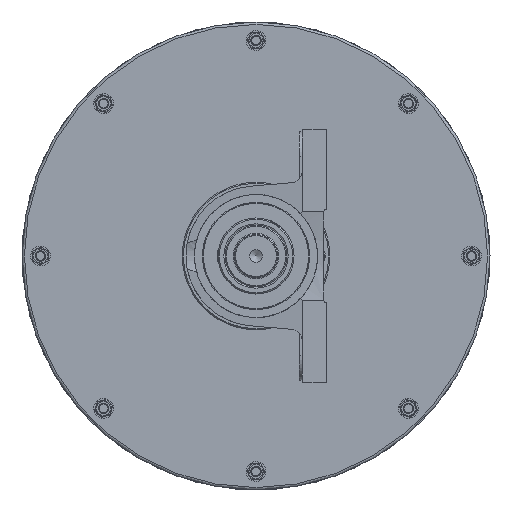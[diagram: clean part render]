
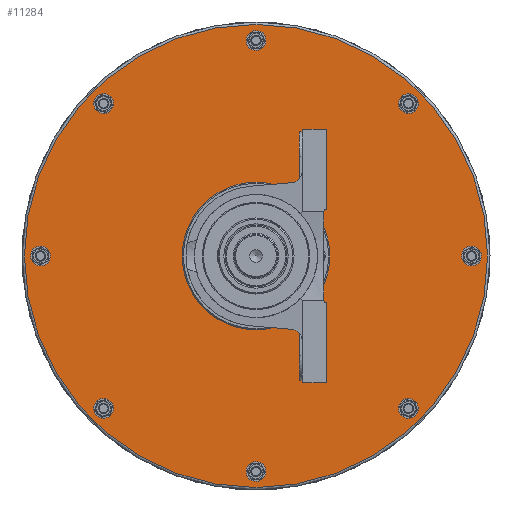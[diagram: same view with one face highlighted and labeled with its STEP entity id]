
A CAD part, left-side view. The second image highlights one B-rep face of the part: STEP entity #11284.
In plain terms, the highlighted planar face has unit normal (-1, 0, 0).
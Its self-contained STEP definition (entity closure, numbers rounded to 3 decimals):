
#1635=PLANE('',#12161);
#2057=FACE_BOUND('',#3397,.T.);
#2058=FACE_BOUND('',#3398,.T.);
#2059=FACE_BOUND('',#3399,.T.);
#2060=FACE_BOUND('',#3400,.T.);
#2061=FACE_BOUND('',#3401,.T.);
#2062=FACE_BOUND('',#3402,.T.);
#2063=FACE_BOUND('',#3403,.T.);
#2064=FACE_BOUND('',#3404,.T.);
#2065=FACE_BOUND('',#3405,.T.);
#2538=FACE_OUTER_BOUND('',#3396,.T.);
#3396=EDGE_LOOP('',(#7770));
#3397=EDGE_LOOP('',(#7771));
#3398=EDGE_LOOP('',(#7772));
#3399=EDGE_LOOP('',(#7773));
#3400=EDGE_LOOP('',(#7774));
#3401=EDGE_LOOP('',(#7775));
#3402=EDGE_LOOP('',(#7776));
#3403=EDGE_LOOP('',(#7777));
#3404=EDGE_LOOP('',(#7778));
#3405=EDGE_LOOP('',(#7779));
#4557=CIRCLE('',#12150,60.);
#4562=CIRCLE('',#12162,188.);
#4563=CIRCLE('',#12163,8.);
#4564=CIRCLE('',#12164,8.);
#4565=CIRCLE('',#12165,8.);
#4566=CIRCLE('',#12166,8.);
#4567=CIRCLE('',#12167,8.);
#4568=CIRCLE('',#12168,8.);
#4569=CIRCLE('',#12169,8.);
#4570=CIRCLE('',#12170,8.);
#5164=VERTEX_POINT('',#17073);
#5169=VERTEX_POINT('',#17090);
#5170=VERTEX_POINT('',#17092);
#5171=VERTEX_POINT('',#17094);
#5172=VERTEX_POINT('',#17096);
#5173=VERTEX_POINT('',#17098);
#5174=VERTEX_POINT('',#17100);
#5175=VERTEX_POINT('',#17102);
#5176=VERTEX_POINT('',#17104);
#5177=VERTEX_POINT('',#17106);
#6221=EDGE_CURVE('',#5164,#5164,#4557,.T.);
#6226=EDGE_CURVE('',#5169,#5169,#4562,.T.);
#6227=EDGE_CURVE('',#5170,#5170,#4563,.T.);
#6228=EDGE_CURVE('',#5171,#5171,#4564,.T.);
#6229=EDGE_CURVE('',#5172,#5172,#4565,.T.);
#6230=EDGE_CURVE('',#5173,#5173,#4566,.T.);
#6231=EDGE_CURVE('',#5174,#5174,#4567,.T.);
#6232=EDGE_CURVE('',#5175,#5175,#4568,.T.);
#6233=EDGE_CURVE('',#5176,#5176,#4569,.T.);
#6234=EDGE_CURVE('',#5177,#5177,#4570,.T.);
#7770=ORIENTED_EDGE('',*,*,#6226,.T.);
#7771=ORIENTED_EDGE('',*,*,#6221,.T.);
#7772=ORIENTED_EDGE('',*,*,#6227,.T.);
#7773=ORIENTED_EDGE('',*,*,#6228,.T.);
#7774=ORIENTED_EDGE('',*,*,#6229,.T.);
#7775=ORIENTED_EDGE('',*,*,#6230,.T.);
#7776=ORIENTED_EDGE('',*,*,#6231,.T.);
#7777=ORIENTED_EDGE('',*,*,#6232,.T.);
#7778=ORIENTED_EDGE('',*,*,#6233,.T.);
#7779=ORIENTED_EDGE('',*,*,#6234,.T.);
#11284=ADVANCED_FACE('',(#2538,#2057,#2058,#2059,#2060,#2061,#2062,#2063,
#2064,#2065),#1635,.F.);
#12150=AXIS2_PLACEMENT_3D('',#17074,#13754,#13755);
#12161=AXIS2_PLACEMENT_3D('',#17089,#13776,#13777);
#12162=AXIS2_PLACEMENT_3D('',#17091,#13778,#13779);
#12163=AXIS2_PLACEMENT_3D('',#17093,#13780,#13781);
#12164=AXIS2_PLACEMENT_3D('',#17095,#13782,#13783);
#12165=AXIS2_PLACEMENT_3D('',#17097,#13784,#13785);
#12166=AXIS2_PLACEMENT_3D('',#17099,#13786,#13787);
#12167=AXIS2_PLACEMENT_3D('',#17101,#13788,#13789);
#12168=AXIS2_PLACEMENT_3D('',#17103,#13790,#13791);
#12169=AXIS2_PLACEMENT_3D('',#17105,#13792,#13793);
#12170=AXIS2_PLACEMENT_3D('',#17107,#13794,#13795);
#13754=DIRECTION('center_axis',(1.,0.,0.));
#13755=DIRECTION('ref_axis',(0.,1.,0.));
#13776=DIRECTION('center_axis',(1.,0.,0.));
#13777=DIRECTION('ref_axis',(0.,0.,1.));
#13778=DIRECTION('center_axis',(-1.,0.,0.));
#13779=DIRECTION('ref_axis',(0.,0.,
-1.));
#13780=DIRECTION('center_axis',(1.,0.,0.));
#13781=DIRECTION('ref_axis',(0.,0.677,-0.736));
#13782=DIRECTION('center_axis',(1.,0.,0.));
#13783=DIRECTION('ref_axis',(0.,-0.042,-0.999));
#13784=DIRECTION('center_axis',(1.,0.,0.));
#13785=DIRECTION('ref_axis',(0.,-0.736,-0.677));
#13786=DIRECTION('center_axis',(1.,0.,0.));
#13787=DIRECTION('ref_axis',(0.,-0.999,0.042));
#13788=DIRECTION('center_axis',(1.,0.,0.));
#13789=DIRECTION('ref_axis',(0.,-0.677,0.736));
#13790=DIRECTION('center_axis',(1.,0.,0.));
#13791=DIRECTION('ref_axis',(0.,0.042,0.999));
#13792=DIRECTION('center_axis',(1.,0.,0.));
#13793=DIRECTION('ref_axis',(0.,0.736,0.677));
#13794=DIRECTION('center_axis',(1.,0.,0.));
#13795=DIRECTION('ref_axis',(0.,0.999,-0.042));
#17073=CARTESIAN_POINT('',(-613.207,47.94,0.));
#17074=CARTESIAN_POINT('Origin',(-613.207,-12.06,0.));
#17089=CARTESIAN_POINT('Origin',(-613.207,-12.06,44.8));
#17090=CARTESIAN_POINT('',(-613.207,-12.06,188.));
#17091=CARTESIAN_POINT('Origin',(-613.207,-12.06,0.));
#17092=CARTESIAN_POINT('',(-613.207,106.268,129.632));
#17093=CARTESIAN_POINT('Origin',(-613.207,111.684,123.744));
#17094=CARTESIAN_POINT('',(-613.207,163.274,7.993));
#17095=CARTESIAN_POINT('Origin',(-613.207,162.94,0.));
#17096=CARTESIAN_POINT('',(-613.207,117.572,-118.328));
#17097=CARTESIAN_POINT('Origin',(-613.207,111.684,-123.744));
#17098=CARTESIAN_POINT('',(-613.207,-4.067,-175.334));
#17099=CARTESIAN_POINT('Origin',(-613.207,-12.06,-175.));
#17100=CARTESIAN_POINT('',(-613.207,-130.388,-129.632));
#17101=CARTESIAN_POINT('Origin',(-613.207,-135.804,-123.744));
#17102=CARTESIAN_POINT('',(-613.207,-187.394,-7.993));
#17103=CARTESIAN_POINT('Origin',(-613.207,-187.06,0.));
#17104=CARTESIAN_POINT('',(-613.207,-141.692,118.328));
#17105=CARTESIAN_POINT('Origin',(-613.207,-135.804,123.744));
#17106=CARTESIAN_POINT('',(-613.207,-20.053,175.334));
#17107=CARTESIAN_POINT('Origin',(-613.207,-12.06,175.));
